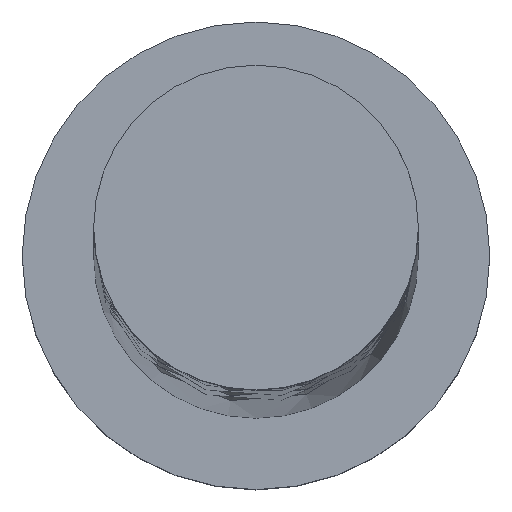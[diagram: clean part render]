
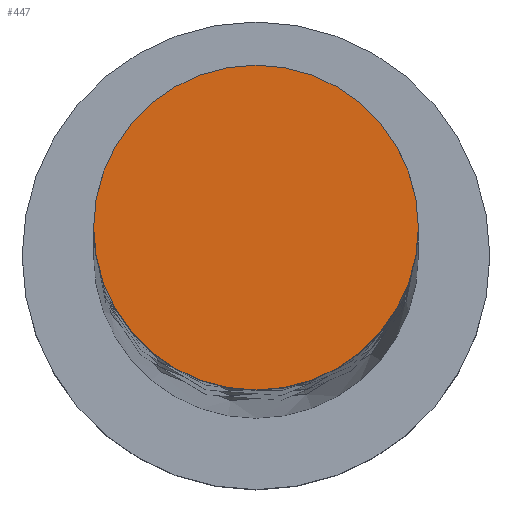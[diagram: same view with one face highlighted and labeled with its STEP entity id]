
A CAD part, top view. The second image highlights one B-rep face of the part: STEP entity #447.
In plain terms, the highlighted planar face has unit normal (0, 0, 1).
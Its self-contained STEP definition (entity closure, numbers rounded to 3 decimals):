
#279 = DIRECTION ( 'NONE',  ( 1., 0., 0. ) ) ;
#349 = CIRCLE ( 'NONE', #520, 6.25 ) ;
#447 = ADVANCED_FACE ( 'NONE', ( #2048 ), #1881, .T. ) ;
#520 = AXIS2_PLACEMENT_3D ( 'NONE', #1919, #949, #728 ) ;
#530 = CIRCLE ( 'NONE', #1764, 6.25 ) ;
#539 = CARTESIAN_POINT ( 'NONE',  ( 0., 0., 630. ) ) ;
#542 = EDGE_CURVE ( 'NONE', #1291, #1526, #530, .T. ) ;
#611 = DIRECTION ( 'NONE',  ( 0., 0., 1. ) ) ;
#686 = CARTESIAN_POINT ( 'NONE',  ( -6.25, 0., 630. ) ) ;
#728 = DIRECTION ( 'NONE',  ( 1., 0., 0. ) ) ;
#745 = CARTESIAN_POINT ( 'NONE',  ( 0., 0., 630. ) ) ;
#805 = EDGE_LOOP ( 'NONE', ( #1032, #1789 ) ) ;
#896 = DIRECTION ( 'NONE',  ( 0., 0., 1. ) ) ;
#949 = DIRECTION ( 'NONE',  ( 0., 0., 1. ) ) ;
#1032 = ORIENTED_EDGE ( 'NONE', *, *, #1652, .T. ) ;
#1291 = VERTEX_POINT ( 'NONE', #1329 ) ;
#1329 = CARTESIAN_POINT ( 'NONE',  ( 6.25, 0., 630. ) ) ;
#1384 = DIRECTION ( 'NONE',  ( 1., 0., 0. ) ) ;
#1526 = VERTEX_POINT ( 'NONE', #686 ) ;
#1652 = EDGE_CURVE ( 'NONE', #1526, #1291, #349, .T. ) ;
#1764 = AXIS2_PLACEMENT_3D ( 'NONE', #745, #611, #279 ) ;
#1789 = ORIENTED_EDGE ( 'NONE', *, *, #542, .T. ) ;
#1873 = AXIS2_PLACEMENT_3D ( 'NONE', #539, #896, #1384 ) ;
#1881 = PLANE ( 'NONE',  #1873 ) ;
#1919 = CARTESIAN_POINT ( 'NONE',  ( 0., 0., 630. ) ) ;
#2048 = FACE_OUTER_BOUND ( 'NONE', #805, .T. ) ;
